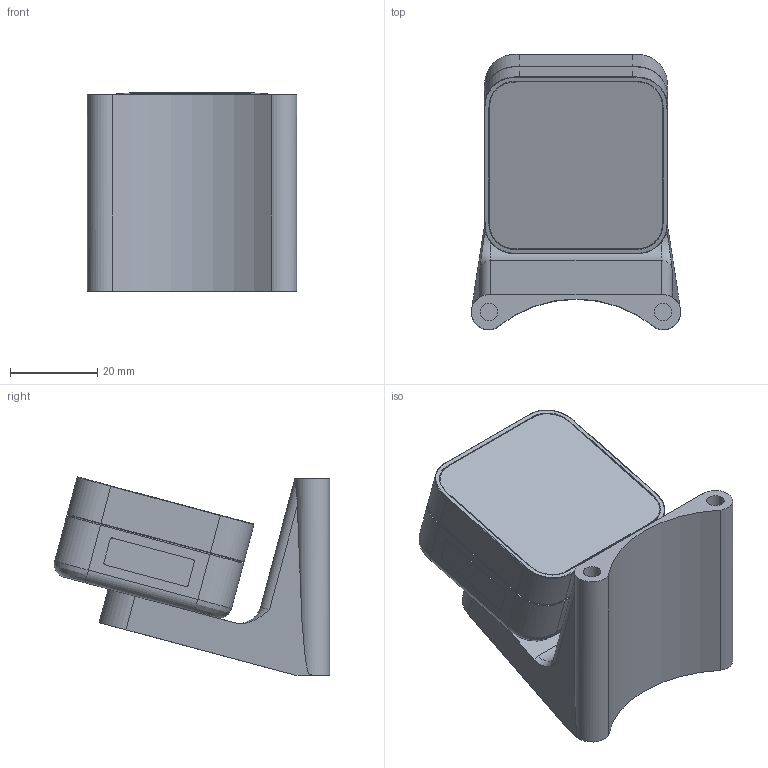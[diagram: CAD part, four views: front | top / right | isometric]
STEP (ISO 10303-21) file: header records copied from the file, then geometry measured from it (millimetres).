
FILE_DESCRIPTION(/* description */ (''),/* implementation_level */ '2;1');
FILE_NAME(/* name */ 'd405-camera-mount_v0.1.0.step',/* time_stamp */ '2025-09-23T16:20:18+02:00',/* author */ (''),/* organization */ (''),/* preprocessor_version */ 'ST-DEVELOPER v20.1',/* originating_system */ 'Autodesk Translation Framework v14.10.0.0',/* authorisation */ '');
FILE_SCHEMA (('AUTOMOTIVE_DESIGN { 1 0 10303 214 3 1 1 }'));
Length unit declared in the file: millimetre
Products named in the file (3): D405 Holder; D405_Solid; DIN 912 - M3 x 0.5 x 10 Steel 4.6 Plain
Assembly tree (3 placements, depth 2):
  D405 Holder
    D405_Solid
    DIN 912 - M3 x 0.5 x 10 Steel 4.6 Plain  x2
Bounding box: 48 x 63.2 x 45.45 mm (x, y, z)
Volume: 69180 mm3; surface area: 17706.6 mm2
Topology: 4 solids, 4 shells, 214 faces, 480 edges, 297 vertices
Faces by surface type: plane 106, cylinder 58, bspline 36, cone 10, torus 4
Full cylindrical faces by diameter (mm): 1.6 x2, 2.5 x2, 2.927 x2, 3.2 x2, 4 x4, 5.105 x1, 5.5 x2, 6 x2, 6.35 x1
Entity records: 10427 total; most frequent: CARTESIAN_POINT 6045, ORIENTED_EDGE 892, DIRECTION 843, EDGE_CURVE 446, AXIS2_PLACEMENT_3D 292, VERTEX_POINT 278, LINE 259, VECTOR 259
